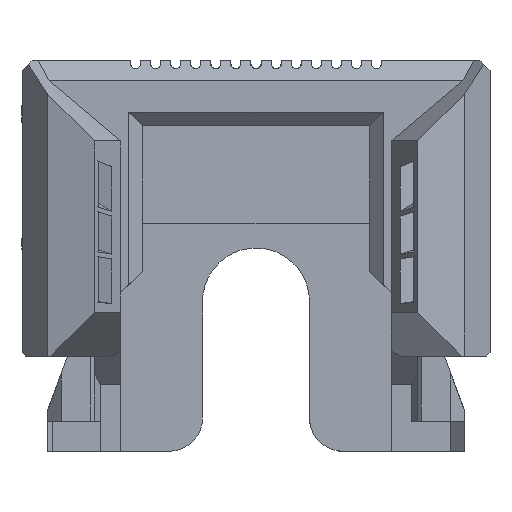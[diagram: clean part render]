
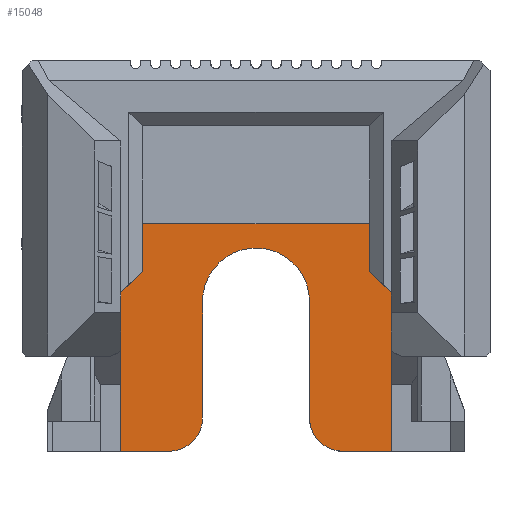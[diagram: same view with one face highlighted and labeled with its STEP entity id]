
A CAD part, front view. The second image highlights one B-rep face of the part: STEP entity #15048.
In plain terms, the highlighted planar face has unit normal (0, -1, 0).
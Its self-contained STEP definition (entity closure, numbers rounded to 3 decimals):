
#677=PLANE('',#16138);
#1420=FACE_OUTER_BOUND('',#2223,.T.);
#2223=EDGE_LOOP('',(#13837,#13838,#13839,#13840,#13841,#13842,#13843,#13844,
#13845,#13846));
#2650=CIRCLE('',#16139,5.);
#2651=CIRCLE('',#16140,8.);
#2652=CIRCLE('',#16141,5.);
#4317=LINE('',#27347,#5879);
#4322=LINE('',#27357,#5884);
#4326=LINE('',#27365,#5888);
#4327=LINE('',#27367,#5889);
#4328=LINE('',#27371,#5890);
#4329=LINE('',#27375,#5891);
#4330=LINE('',#27378,#5892);
#5879=VECTOR('',#19688,10.);
#5884=VECTOR('',#19697,10.);
#5888=VECTOR('',#19703,10.);
#5889=VECTOR('',#19704,10.);
#5890=VECTOR('',#19707,10.);
#5891=VECTOR('',#19710,10.);
#5892=VECTOR('',#19713,10.);
#7387=VERTEX_POINT('',#27344);
#7388=VERTEX_POINT('',#27346);
#7391=VERTEX_POINT('',#27356);
#7394=VERTEX_POINT('',#27364);
#7395=VERTEX_POINT('',#27366);
#7396=VERTEX_POINT('',#27368);
#7397=VERTEX_POINT('',#27370);
#7398=VERTEX_POINT('',#27372);
#7399=VERTEX_POINT('',#27374);
#7400=VERTEX_POINT('',#27376);
#9563=EDGE_CURVE('',#7388,#7387,#4317,.T.);
#9568=EDGE_CURVE('',#7388,#7391,#4322,.T.);
#9572=EDGE_CURVE('',#7394,#7387,#4326,.T.);
#9573=EDGE_CURVE('',#7394,#7395,#4327,.T.);
#9574=EDGE_CURVE('',#7396,#7395,#2650,.T.);
#9575=EDGE_CURVE('',#7396,#7397,#4328,.T.);
#9576=EDGE_CURVE('',#7397,#7398,#2651,.T.);
#9577=EDGE_CURVE('',#7398,#7399,#4329,.T.);
#9578=EDGE_CURVE('',#7400,#7399,#2652,.T.);
#9579=EDGE_CURVE('',#7400,#7391,#4330,.T.);
#13837=ORIENTED_EDGE('',*,*,#9563,.T.);
#13838=ORIENTED_EDGE('',*,*,#9572,.F.);
#13839=ORIENTED_EDGE('',*,*,#9573,.T.);
#13840=ORIENTED_EDGE('',*,*,#9574,.F.);
#13841=ORIENTED_EDGE('',*,*,#9575,.T.);
#13842=ORIENTED_EDGE('',*,*,#9576,.T.);
#13843=ORIENTED_EDGE('',*,*,#9577,.T.);
#13844=ORIENTED_EDGE('',*,*,#9578,.F.);
#13845=ORIENTED_EDGE('',*,*,#9579,.T.);
#13846=ORIENTED_EDGE('',*,*,#9568,.F.);
#15048=ADVANCED_FACE('',(#1420),#677,.F.);
#16138=AXIS2_PLACEMENT_3D('',#27363,#19701,#19702);
#16139=AXIS2_PLACEMENT_3D('',#27369,#19705,#19706);
#16140=AXIS2_PLACEMENT_3D('',#27373,#19708,#19709);
#16141=AXIS2_PLACEMENT_3D('',#27377,#19711,#19712);
#19688=DIRECTION('',(-1.,0.,0.));
#19697=DIRECTION('',(0.,0.,-1.));
#19701=DIRECTION('center_axis',(0.,1.,0.));
#19702=DIRECTION('ref_axis',(0.,0.,
-1.));
#19703=DIRECTION('',(0.,0.,1.));
#19704=DIRECTION('',(1.,0.,0.));
#19705=DIRECTION('center_axis',(0.,1.,0.));
#19706=DIRECTION('ref_axis',(0.707,0.,-0.707));
#19707=DIRECTION('',(0.,0.,1.));
#19708=DIRECTION('center_axis',(0.,1.,0.));
#19709=DIRECTION('ref_axis',(-1.,0.,0.));
#19710=DIRECTION('',(0.,0.,-1.));
#19711=DIRECTION('center_axis',(0.,1.,0.));
#19712=DIRECTION('ref_axis',(-0.707,0.,-0.707));
#19713=DIRECTION('',(1.,0.,0.));
#27344=CARTESIAN_POINT('',(-20.09,26.7,43.1));
#27346=CARTESIAN_POINT('',(20.366,26.7,43.1));
#27347=CARTESIAN_POINT('',(23.366,26.7,43.1));
#27356=CARTESIAN_POINT('',(20.366,26.7,9.1));
#27357=CARTESIAN_POINT('',(20.366,26.7,48.751));
#27363=CARTESIAN_POINT('Origin',(23.366,26.7,67.501));
#27364=CARTESIAN_POINT('',(-20.09,26.7,9.1));
#27365=CARTESIAN_POINT('',(-20.09,26.7,48.751));
#27366=CARTESIAN_POINT('',(-12.859,26.7,9.1));
#27367=CARTESIAN_POINT('',(10.233,26.7,9.1));
#27368=CARTESIAN_POINT('',(-7.859,26.7,14.1));
#27369=CARTESIAN_POINT('Origin',(-12.859,26.7,14.1));
#27370=CARTESIAN_POINT('',(-7.859,26.7,31.286));
#27371=CARTESIAN_POINT('',(-7.859,26.7,49.393));
#27372=CARTESIAN_POINT('',(8.139,26.7,31.499));
#27373=CARTESIAN_POINT('Origin',(0.139,26.7,31.5));
#27374=CARTESIAN_POINT('',(8.139,26.7,14.1));
#27375=CARTESIAN_POINT('',(8.139,26.7,24.1));
#27376=CARTESIAN_POINT('',(13.139,26.7,9.1));
#27377=CARTESIAN_POINT('Origin',(13.139,26.7,14.1));
#27378=CARTESIAN_POINT('',(21.866,26.7,9.1));
